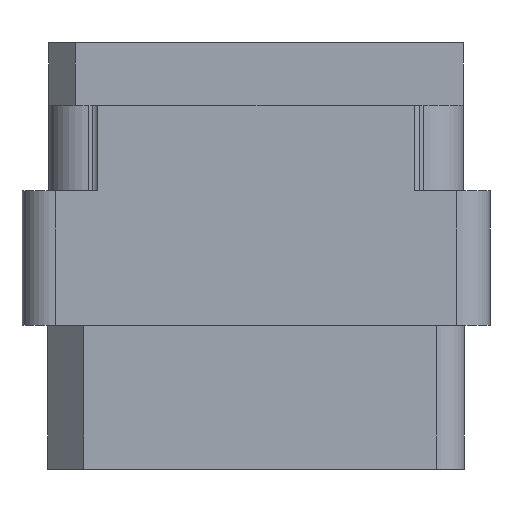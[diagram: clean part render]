
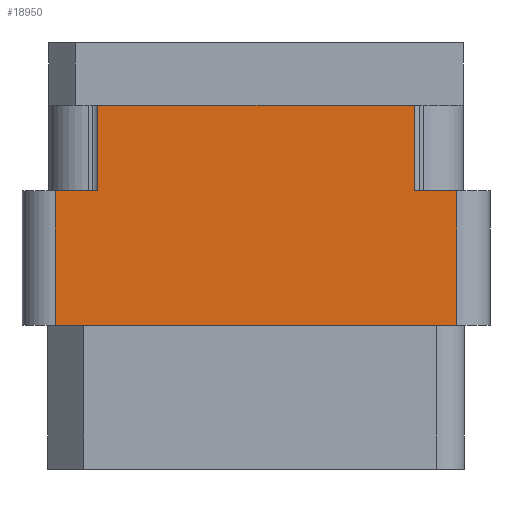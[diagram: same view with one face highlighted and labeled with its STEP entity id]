
A CAD part, left-side view. The second image highlights one B-rep face of the part: STEP entity #18950.
In plain terms, the highlighted planar face has unit normal (-1, 0, 0).
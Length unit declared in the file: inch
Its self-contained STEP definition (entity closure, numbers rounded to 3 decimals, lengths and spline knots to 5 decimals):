
#105 = CARTESIAN_POINT ( 'NONE',  ( -1., -0.376, -0.798 ) ) ;
#371 = CARTESIAN_POINT ( 'NONE',  ( -1., -0.296, -0.277 ) ) ;
#988 = DIRECTION ( 'NONE',  ( 0., -1., 0. ) ) ;
#1147 = CARTESIAN_POINT ( 'NONE',  ( -1., 0.438, -0.277 ) ) ;
#1309 = EDGE_CURVE ( 'NONE', #29252, #21111, #3928, .T. ) ;
#1520 = VERTEX_POINT ( 'NONE', #13113 ) ;
#3134 = ORIENTED_EDGE ( 'NONE', *, *, #13163, .F. ) ;
#3182 = CARTESIAN_POINT ( 'NONE',  ( -1., 0.438, -0.117 ) ) ;
#3237 = VERTEX_POINT ( 'NONE', #30441 ) ;
#3555 = ORIENTED_EDGE ( 'NONE', *, *, #1309, .F. ) ;
#3928 = LINE ( 'NONE', #1147, #19227 ) ;
#4630 = VECTOR ( 'NONE', #5475, 39.37008 ) ;
#4814 = DIRECTION ( 'NONE',  ( 0., 1., 0. ) ) ;
#5131 = CARTESIAN_POINT ( 'NONE',  ( -1., -0.296, -0.117 ) ) ;
#5475 = DIRECTION ( 'NONE',  ( 0., -1., 0. ) ) ;
#5970 = DIRECTION ( 'NONE',  ( 0., 0., 1. ) ) ;
#6358 = CARTESIAN_POINT ( 'NONE',  ( -1., -0.376, -0.529 ) ) ;
#6976 = CARTESIAN_POINT ( 'NONE',  ( -1., -0.376, -0.798 ) ) ;
#7335 = DIRECTION ( 'NONE',  ( -1., 0., 0. ) ) ;
#7460 = ORIENTED_EDGE ( 'NONE', *, *, #7692, .T. ) ;
#7692 = EDGE_CURVE ( 'NONE', #3237, #28621, #32314, .T. ) ;
#7818 = PLANE ( 'NONE',  #17879 ) ;
#7925 = DIRECTION ( 'NONE',  ( 0., -1., 0. ) ) ;
#7982 = EDGE_CURVE ( 'NONE', #18540, #29252, #26527, .T. ) ;
#8601 = CARTESIAN_POINT ( 'NONE',  ( -1., 0.376, -0.277 ) ) ;
#9513 = EDGE_CURVE ( 'NONE', #3237, #18540, #19185, .T. ) ;
#10301 = EDGE_CURVE ( 'NONE', #31170, #30844, #22911, .T. ) ;
#11083 = CARTESIAN_POINT ( 'NONE',  ( -1., 0.376, -0.798 ) ) ;
#11393 = CARTESIAN_POINT ( 'NONE',  ( -1., 0.376, -0.529 ) ) ;
#12854 = LINE ( 'NONE', #371, #23356 ) ;
#13012 = VECTOR ( 'NONE', #4814, 39.37008 ) ;
#13113 = CARTESIAN_POINT ( 'NONE',  ( -1., -0.296, -0.277 ) ) ;
#13163 = EDGE_CURVE ( 'NONE', #1520, #28621, #12854, .T. ) ;
#13472 = EDGE_LOOP ( 'NONE', ( #19055, #22444, #7460, #3134, #27365, #26812, #17162, #3555 ) ) ;
#16002 = EDGE_CURVE ( 'NONE', #1520, #30844, #16837, .T. ) ;
#16003 = CARTESIAN_POINT ( 'NONE',  ( -1., 0.296, -0.277 ) ) ;
#16030 = VECTOR ( 'NONE', #24059, 39.37008 ) ;
#16837 = LINE ( 'NONE', #24534, #16030 ) ;
#17162 = ORIENTED_EDGE ( 'NONE', *, *, #25040, .F. ) ;
#17879 = AXIS2_PLACEMENT_3D ( 'NONE', #105, #7335, #20324 ) ;
#18540 = VERTEX_POINT ( 'NONE', #11393 ) ;
#18707 = VECTOR ( 'NONE', #29382, 39.37008 ) ;
#18950 = ADVANCED_FACE ( 'NONE', ( #30048 ), #7818, .T. ) ;
#18969 = DIRECTION ( 'NONE',  ( 0., 0., 1. ) ) ;
#19055 = ORIENTED_EDGE ( 'NONE', *, *, #7982, .F. ) ;
#19185 = LINE ( 'NONE', #6358, #13012 ) ;
#19227 = VECTOR ( 'NONE', #988, 39.37008 ) ;
#20324 = DIRECTION ( 'NONE',  ( 0., 0., 1. ) ) ;
#21111 = VERTEX_POINT ( 'NONE', #16003 ) ;
#22444 = ORIENTED_EDGE ( 'NONE', *, *, #9513, .F. ) ;
#22911 = LINE ( 'NONE', #3182, #4630 ) ;
#23356 = VECTOR ( 'NONE', #7925, 39.37008 ) ;
#23883 = LINE ( 'NONE', #26519, #30902 ) ;
#24059 = DIRECTION ( 'NONE',  ( 0., 0., 1. ) ) ;
#24534 = CARTESIAN_POINT ( 'NONE',  ( -1., -0.296, -0.277 ) ) ;
#25040 = EDGE_CURVE ( 'NONE', #21111, #31170, #23883, .T. ) ;
#26519 = CARTESIAN_POINT ( 'NONE',  ( -1., 0.296, -0.277 ) ) ;
#26527 = LINE ( 'NONE', #11083, #28170 ) ;
#26812 = ORIENTED_EDGE ( 'NONE', *, *, #10301, .F. ) ;
#27365 = ORIENTED_EDGE ( 'NONE', *, *, #16002, .T. ) ;
#27906 = CARTESIAN_POINT ( 'NONE',  ( -1., -0.376, -0.277 ) ) ;
#28170 = VECTOR ( 'NONE', #5970, 39.37008 ) ;
#28621 = VERTEX_POINT ( 'NONE', #27906 ) ;
#29252 = VERTEX_POINT ( 'NONE', #8601 ) ;
#29382 = DIRECTION ( 'NONE',  ( 0., 0., 1. ) ) ;
#30048 = FACE_OUTER_BOUND ( 'NONE', #13472, .T. ) ;
#30441 = CARTESIAN_POINT ( 'NONE',  ( -1., -0.376, -0.529 ) ) ;
#30844 = VERTEX_POINT ( 'NONE', #5131 ) ;
#30902 = VECTOR ( 'NONE', #18969, 39.37008 ) ;
#31076 = CARTESIAN_POINT ( 'NONE',  ( -1., 0.296, -0.117 ) ) ;
#31170 = VERTEX_POINT ( 'NONE', #31076 ) ;
#32314 = LINE ( 'NONE', #6976, #18707 ) ;
